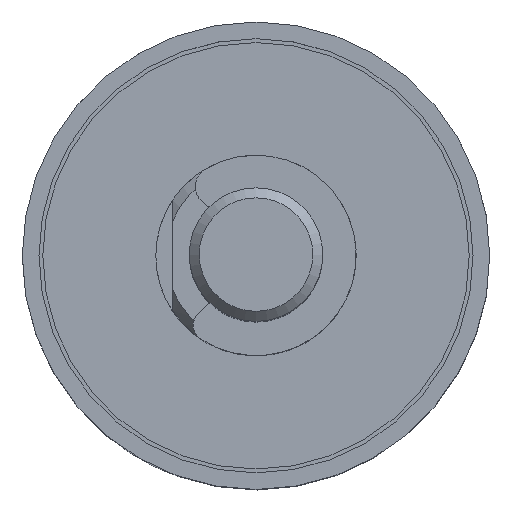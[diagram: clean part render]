
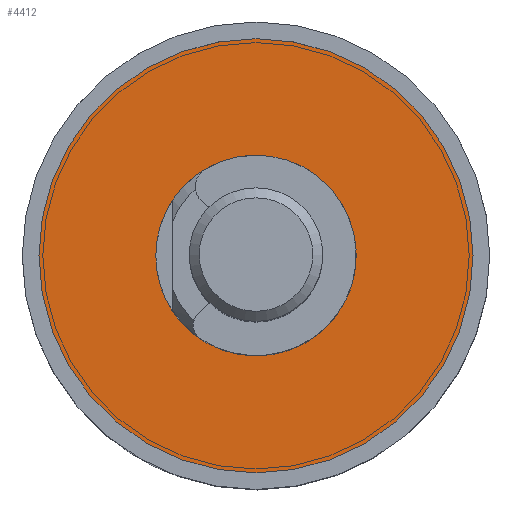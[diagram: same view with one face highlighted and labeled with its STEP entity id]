
A CAD part, top view. The second image highlights one B-rep face of the part: STEP entity #4412.
In plain terms, the highlighted planar face has unit normal (0, 0, 1).
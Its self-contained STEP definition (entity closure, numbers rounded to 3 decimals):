
#59 = FACE_OUTER_BOUND ( 'NONE', #680, .T. ) ;
#257 = FACE_BOUND ( 'NONE', #4134, .T. ) ;
#443 = CARTESIAN_POINT ( 'NONE',  ( 0., 0., 0.5 ) ) ;
#680 = EDGE_LOOP ( 'NONE', ( #2892 ) ) ;
#1227 = CARTESIAN_POINT ( 'NONE',  ( 3., 0., 0.5 ) ) ;
#1516 = AXIS2_PLACEMENT_3D ( 'NONE', #1227, #6717, #5439 ) ;
#1830 = VERTEX_POINT ( 'NONE', #7680 ) ;
#2107 = DIRECTION ( 'NONE',  ( -1., 0., 0. ) ) ;
#2656 = EDGE_CURVE ( 'NONE', #6716, #6716, #4073, .T. ) ;
#2892 = ORIENTED_EDGE ( 'NONE', *, *, #4198, .T. ) ;
#3598 = AXIS2_PLACEMENT_3D ( 'NONE', #7093, #4618, #2107 ) ;
#4073 = CIRCLE ( 'NONE', #3598, 3. ) ;
#4134 = EDGE_LOOP ( 'NONE', ( #4637 ) ) ;
#4198 = EDGE_CURVE ( 'NONE', #1830, #1830, #4906, .T. ) ;
#4412 = ADVANCED_FACE ( 'NONE', ( #257, #59 ), #5391, .T. ) ;
#4618 = DIRECTION ( 'NONE',  ( 0., 0., -1. ) ) ;
#4622 = AXIS2_PLACEMENT_3D ( 'NONE', #443, #7170, #7844 ) ;
#4637 = ORIENTED_EDGE ( 'NONE', *, *, #2656, .T. ) ;
#4906 = CIRCLE ( 'NONE', #4622, 6.5 ) ;
#5391 = PLANE ( 'NONE',  #1516 ) ;
#5439 = DIRECTION ( 'NONE',  ( 1., 0., 0. ) ) ;
#6344 = CARTESIAN_POINT ( 'NONE',  ( -3., 0., 0.5 ) ) ;
#6716 = VERTEX_POINT ( 'NONE', #6344 ) ;
#6717 = DIRECTION ( 'NONE',  ( 0., 0., 1. ) ) ;
#7093 = CARTESIAN_POINT ( 'NONE',  ( 0., 0., 0.5 ) ) ;
#7170 = DIRECTION ( 'NONE',  ( 0., 0., 1. ) ) ;
#7680 = CARTESIAN_POINT ( 'NONE',  ( 6.5, 0., 0.5 ) ) ;
#7844 = DIRECTION ( 'NONE',  ( 1., 0., 0. ) ) ;
